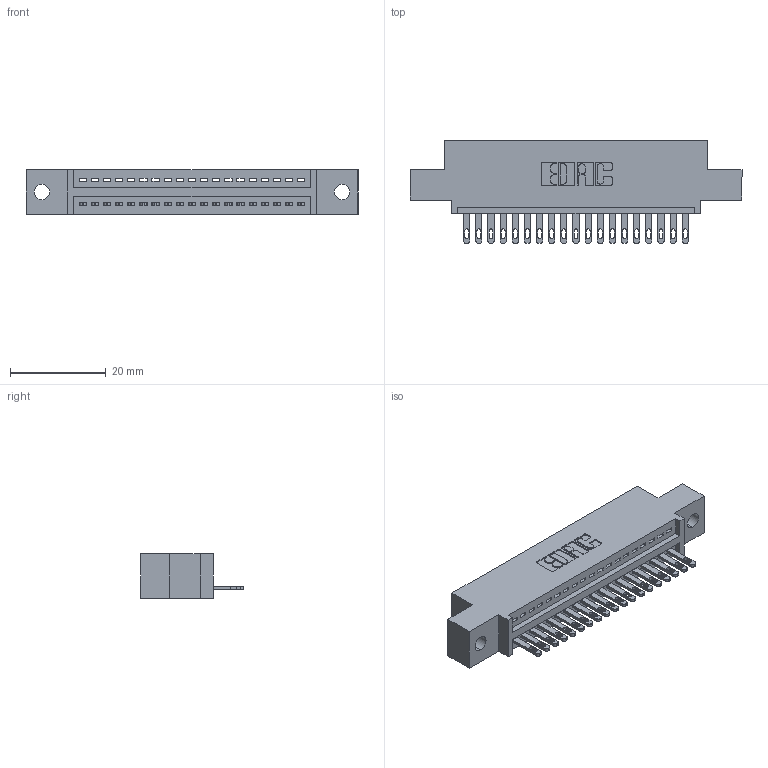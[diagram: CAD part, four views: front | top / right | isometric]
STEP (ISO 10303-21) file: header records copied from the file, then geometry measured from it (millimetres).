
FILE_DESCRIPTION (( 'STEP AP203' ), '1' );
FILE_NAME ('895-019-500-402.STEP', '2020-09-25T07:05:03', ( '' ), ( '' ), 'SwSTEP 2.0', 'SolidWorks 2020', '' );
FILE_SCHEMA (( 'CONFIG_CONTROL_DESIGN' ));
Length unit declared in the file: inch
Products named in the file (3): 895-019-500-402; 345-292-001_345-293-100; 845 Part_0.110 Offset - 0.128 Dia
Assembly tree (20 placements, depth 2):
  895-019-500-402
    845 Part_0.110 Offset - 0.128 Dia
    345-292-001_345-293-100  x19
Bounding box: 69.47 x 21.51 x 9.4 mm (x, y, z)
Volume: 6311.5 mm3; surface area: 7927.9 mm2
Topology: 20 solids, 20 shells, 1156 faces, 3545 edges, 2362 vertices
Faces by surface type: plane 730, cylinder 426
Entity records: 17461 total; most frequent: CARTESIAN_POINT 3033, ORIENTED_EDGE 2986, DIRECTION 2683, EDGE_CURVE 1493, LINE 1281, VECTOR 1281, VERTEX_POINT 994, AXIS2_PLACEMENT_3D 701
